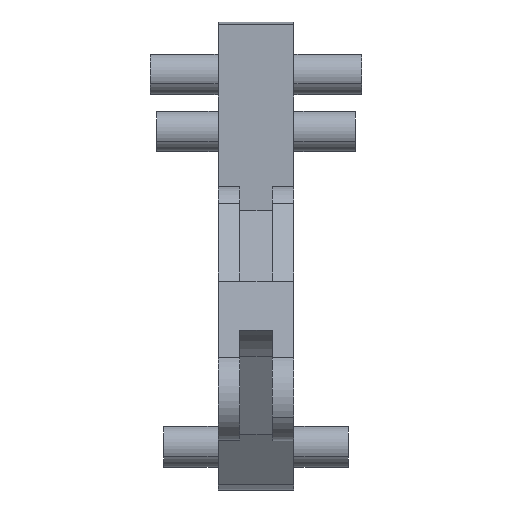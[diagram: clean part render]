
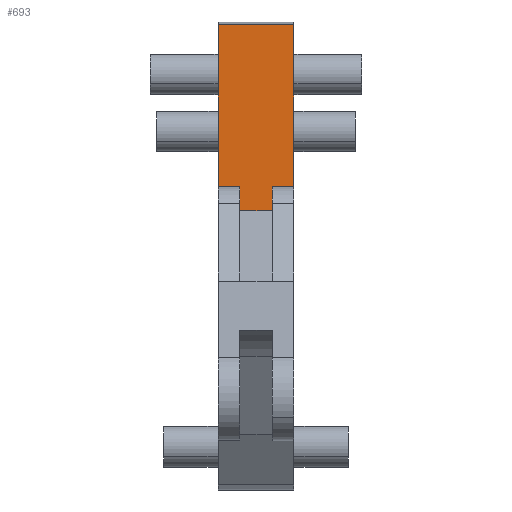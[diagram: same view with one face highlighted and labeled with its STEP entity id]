
A CAD part, top view. The second image highlights one B-rep face of the part: STEP entity #693.
In plain terms, the highlighted face is planar.
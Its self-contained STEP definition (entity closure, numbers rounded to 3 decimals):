
#3 = LINE ( 'NONE', #1175, #302 ) ;
#5 = EDGE_CURVE ( 'NONE', #1199, #1694, #1459, .T. ) ;
#20 = CARTESIAN_POINT ( 'NONE',  ( 406.653, 877.435, 73. ) ) ;
#31 = PLANE ( 'NONE',  #653 ) ;
#72 = VECTOR ( 'NONE', #964, 1000. ) ;
#79 = ORIENTED_EDGE ( 'NONE', *, *, #402, .T. ) ;
#84 = VERTEX_POINT ( 'NONE', #573 ) ;
#111 = VERTEX_POINT ( 'NONE', #299 ) ;
#151 = DIRECTION ( 'NONE',  ( 0., 0., -1. ) ) ;
#166 = VECTOR ( 'NONE', #686, 1000. ) ;
#195 = ORIENTED_EDGE ( 'NONE', *, *, #1080, .T. ) ;
#232 = CARTESIAN_POINT ( 'NONE',  ( 406.653, 877.435, -207. ) ) ;
#249 = LINE ( 'NONE', #1870, #166 ) ;
#273 = LINE ( 'NONE', #1322, #628 ) ;
#276 = CARTESIAN_POINT ( 'NONE',  ( 2966.236, 432.558, 73. ) ) ;
#299 = CARTESIAN_POINT ( 'NONE',  ( 406.653, 877.435, -207. ) ) ;
#302 = VECTOR ( 'NONE', #1759, 1000. ) ;
#332 = ORIENTED_EDGE ( 'NONE', *, *, #1218, .F. ) ;
#362 = LINE ( 'NONE', #232, #1331 ) ;
#374 = EDGE_CURVE ( 'NONE', #111, #559, #1105, .T. ) ;
#402 = EDGE_CURVE ( 'NONE', #111, #84, #362, .T. ) ;
#511 = EDGE_CURVE ( 'NONE', #1315, #559, #273, .T. ) ;
#529 = DIRECTION ( 'NONE',  ( 0.985, -0.171, 0. ) ) ;
#554 = VERTEX_POINT ( 'NONE', #884 ) ;
#559 = VERTEX_POINT ( 'NONE', #855 ) ;
#573 = CARTESIAN_POINT ( 'NONE',  ( 406.653, 877.435, -127. ) ) ;
#581 = EDGE_CURVE ( 'NONE', #1656, #554, #249, .T. ) ;
#628 = VECTOR ( 'NONE', #696, 1000. ) ;
#642 = CARTESIAN_POINT ( 'NONE',  ( 406.653, 877.435, -7. ) ) ;
#653 = AXIS2_PLACEMENT_3D ( 'NONE', #20, #1776, #1478 ) ;
#674 = CARTESIAN_POINT ( 'NONE',  ( 749.063, 817.922, -127. ) ) ;
#679 = EDGE_LOOP ( 'NONE', ( #332, #868, #195, #1189, #1147, #79, #1297, #1769 ) ) ;
#686 = DIRECTION ( 'NONE',  ( 0., 0., 1. ) ) ;
#693 = ADVANCED_FACE ( 'NONE', ( #1647 ), #31, .T. ) ;
#696 = DIRECTION ( 'NONE',  ( 0., 0., -1. ) ) ;
#702 = LINE ( 'NONE', #1722, #951 ) ;
#807 = VECTOR ( 'NONE', #151, 1000. ) ;
#855 = CARTESIAN_POINT ( 'NONE',  ( 2966.236, 432.558, -207. ) ) ;
#868 = ORIENTED_EDGE ( 'NONE', *, *, #5, .F. ) ;
#877 = VECTOR ( 'NONE', #1539, 1000. ) ;
#884 = CARTESIAN_POINT ( 'NONE',  ( 749.063, 817.922, -7. ) ) ;
#951 = VECTOR ( 'NONE', #529, 1000. ) ;
#952 = LINE ( 'NONE', #1246, #877 ) ;
#964 = DIRECTION ( 'NONE',  ( 0.985, -0.171, 0. ) ) ;
#1080 = EDGE_CURVE ( 'NONE', #1199, #1315, #702, .T. ) ;
#1100 = CARTESIAN_POINT ( 'NONE',  ( 2966.236, 432.558, -207. ) ) ;
#1105 = LINE ( 'NONE', #1100, #72 ) ;
#1147 = ORIENTED_EDGE ( 'NONE', *, *, #374, .F. ) ;
#1175 = CARTESIAN_POINT ( 'NONE',  ( 406.653, 877.435, -7. ) ) ;
#1184 = CARTESIAN_POINT ( 'NONE',  ( 406.653, 877.435, 73. ) ) ;
#1189 = ORIENTED_EDGE ( 'NONE', *, *, #511, .T. ) ;
#1199 = VERTEX_POINT ( 'NONE', #1184 ) ;
#1218 = EDGE_CURVE ( 'NONE', #1694, #554, #3, .T. ) ;
#1246 = CARTESIAN_POINT ( 'NONE',  ( 2966.236, 432.558, -127. ) ) ;
#1297 = ORIENTED_EDGE ( 'NONE', *, *, #1580, .T. ) ;
#1315 = VERTEX_POINT ( 'NONE', #276 ) ;
#1322 = CARTESIAN_POINT ( 'NONE',  ( 2966.236, 432.558, 73. ) ) ;
#1331 = VECTOR ( 'NONE', #1560, 1000. ) ;
#1432 = CARTESIAN_POINT ( 'NONE',  ( 406.653, 877.435, 73. ) ) ;
#1459 = LINE ( 'NONE', #1432, #807 ) ;
#1478 = DIRECTION ( 'NONE',  ( -0.985, 0.171, 0. ) ) ;
#1539 = DIRECTION ( 'NONE',  ( 0.985, -0.171, 0. ) ) ;
#1560 = DIRECTION ( 'NONE',  ( 0., 0., 1. ) ) ;
#1580 = EDGE_CURVE ( 'NONE', #84, #1656, #952, .T. ) ;
#1647 = FACE_OUTER_BOUND ( 'NONE', #679, .T. ) ;
#1656 = VERTEX_POINT ( 'NONE', #674 ) ;
#1694 = VERTEX_POINT ( 'NONE', #642 ) ;
#1722 = CARTESIAN_POINT ( 'NONE',  ( 406.653, 877.435, 73. ) ) ;
#1759 = DIRECTION ( 'NONE',  ( 0.985, -0.171, 0. ) ) ;
#1769 = ORIENTED_EDGE ( 'NONE', *, *, #581, .T. ) ;
#1776 = DIRECTION ( 'NONE',  ( 0.171, 0.985, 0. ) ) ;
#1870 = CARTESIAN_POINT ( 'NONE',  ( 749.063, 817.922, -127. ) ) ;
